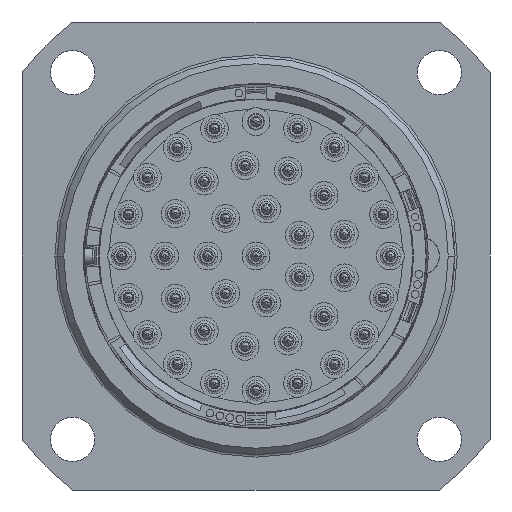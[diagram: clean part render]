
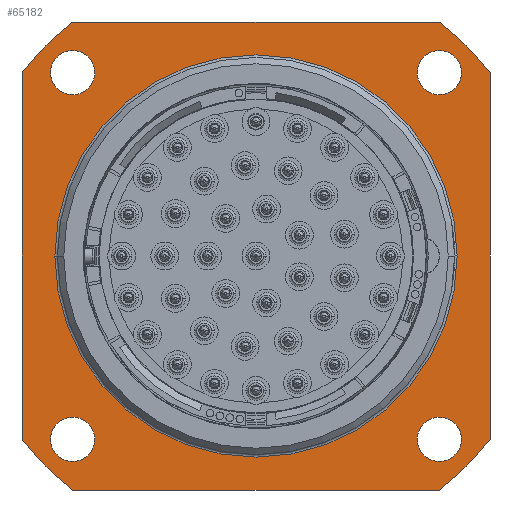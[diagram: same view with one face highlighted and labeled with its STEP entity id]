
A CAD part, left-side view. The second image highlights one B-rep face of the part: STEP entity #65182.
In plain terms, the highlighted planar face has unit normal (-1, 0, 0).
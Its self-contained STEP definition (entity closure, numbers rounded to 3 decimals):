
#12538=CARTESIAN_POINT('',(8.4,0.,0.));
#12539=DIRECTION('',(1.,0.,0.));
#12540=DIRECTION('',(0.,1.,0.));
#12541=AXIS2_PLACEMENT_3D('',#12538,#12539,#12540);
#12553=CARTESIAN_POINT('',(8.4,0.,0.));
#12554=DIRECTION('',(1.,0.,0.));
#12555=DIRECTION('',(0.,-1.,0.));
#12556=AXIS2_PLACEMENT_3D('',#12553,#12554,#12555);
#12558=DIRECTION('',(0.,0.,1.));
#12559=VECTOR('',#12558,28.983);
#12560=CARTESIAN_POINT('',(8.4,-18.5,-14.491));
#12561=LINE('3806',#12560,#12559);
#12562=CARTESIAN_POINT('',(8.4,0.,0.));
#12563=DIRECTION('',(-1.,0.,0.));
#12564=DIRECTION('',(0.,-0.617,-0.787));
#12565=AXIS2_PLACEMENT_3D('',#12562,#12563,#12564);
#12567=DIRECTION('',(0.,-1.,0.));
#12568=VECTOR('',#12567,28.983);
#12569=CARTESIAN_POINT('',(8.4,14.491,-18.5));
#12570=LINE('3808',#12569,#12568);
#12571=CARTESIAN_POINT('',(8.4,0.,0.));
#12572=DIRECTION('',(-1.,0.,0.));
#12573=DIRECTION('',(0.,0.787,-0.617));
#12574=AXIS2_PLACEMENT_3D('',#12571,#12572,#12573);
#12576=DIRECTION('',(0.,0.,-1.));
#12577=VECTOR('',#12576,28.983);
#12578=CARTESIAN_POINT('',(8.4,18.5,14.491));
#12579=LINE('3810',#12578,#12577);
#12580=CARTESIAN_POINT('',(8.4,0.,0.));
#12581=DIRECTION('',(-1.,0.,0.));
#12582=DIRECTION('',(0.,0.617,0.787));
#12583=AXIS2_PLACEMENT_3D('',#12580,#12581,#12582);
#12585=DIRECTION('',(0.,1.,0.));
#12586=VECTOR('',#12585,28.983);
#12587=CARTESIAN_POINT('',(8.4,-14.491,18.5));
#12588=LINE('3812',#12587,#12586);
#12589=CARTESIAN_POINT('',(8.4,0.,0.));
#12590=DIRECTION('',(-1.,0.,0.));
#12591=DIRECTION('',(0.,-0.787,0.617));
#12592=AXIS2_PLACEMENT_3D('',#12589,#12590,#12591);
#12594=CARTESIAN_POINT('',(8.4,14.5,14.5));
#12595=DIRECTION('',(-1.,0.,0.));
#12596=DIRECTION('',(0.,-1.,0.));
#12597=AXIS2_PLACEMENT_3D('',#12594,#12595,#12596);
#12599=CARTESIAN_POINT('',(8.4,14.5,14.5));
#12600=DIRECTION('',(-1.,0.,0.));
#12601=DIRECTION('',(0.,1.,0.));
#12602=AXIS2_PLACEMENT_3D('',#12599,#12600,#12601);
#12604=CARTESIAN_POINT('',(8.4,14.5,-14.5));
#12605=DIRECTION('',(-1.,0.,0.));
#12606=DIRECTION('',(0.,-1.,0.));
#12607=AXIS2_PLACEMENT_3D('',#12604,#12605,#12606);
#12609=CARTESIAN_POINT('',(8.4,14.5,-14.5));
#12610=DIRECTION('',(-1.,0.,0.));
#12611=DIRECTION('',(0.,1.,0.));
#12612=AXIS2_PLACEMENT_3D('',#12609,#12610,#12611);
#12614=CARTESIAN_POINT('',(8.4,-14.5,-14.5));
#12615=DIRECTION('',(-1.,0.,0.));
#12616=DIRECTION('',(0.,-1.,0.));
#12617=AXIS2_PLACEMENT_3D('',#12614,#12615,#12616);
#12619=CARTESIAN_POINT('',(8.4,-14.5,-14.5));
#12620=DIRECTION('',(-1.,0.,0.));
#12621=DIRECTION('',(0.,1.,0.));
#12622=AXIS2_PLACEMENT_3D('',#12619,#12620,#12621);
#12624=CARTESIAN_POINT('',(8.4,-14.5,14.5));
#12625=DIRECTION('',(-1.,0.,0.));
#12626=DIRECTION('',(0.,-1.,0.));
#12627=AXIS2_PLACEMENT_3D('',#12624,#12625,#12626);
#12629=CARTESIAN_POINT('',(8.4,-14.5,14.5));
#12630=DIRECTION('',(-1.,0.,0.));
#12631=DIRECTION('',(0.,1.,0.));
#12632=AXIS2_PLACEMENT_3D('',#12629,#12630,#12631);
#29819=CARTESIAN_POINT('',(8.4,-18.5,-14.491));
#29820=CARTESIAN_POINT('',(8.4,-18.5,14.491));
#29821=VERTEX_POINT('',#29819);
#29822=VERTEX_POINT('',#29820);
#29823=CARTESIAN_POINT('',(8.4,-14.491,-18.5));
#29824=VERTEX_POINT('',#29823);
#29825=CARTESIAN_POINT('',(8.4,14.491,-18.5));
#29826=VERTEX_POINT('',#29825);
#29827=CARTESIAN_POINT('',(8.4,18.5,-14.491));
#29828=VERTEX_POINT('',#29827);
#29829=CARTESIAN_POINT('',(8.4,18.5,14.491));
#29830=VERTEX_POINT('',#29829);
#29831=CARTESIAN_POINT('',(8.4,14.491,18.5));
#29832=VERTEX_POINT('',#29831);
#29833=CARTESIAN_POINT('',(8.4,-14.491,18.5));
#29834=VERTEX_POINT('',#29833);
#29839=CARTESIAN_POINT('',(8.4,16.25,14.5));
#29840=VERTEX_POINT('',#29839);
#29841=CARTESIAN_POINT('',(8.4,12.75,14.5));
#29842=VERTEX_POINT('',#29841);
#29847=CARTESIAN_POINT('',(8.4,16.25,-14.5));
#29848=VERTEX_POINT('',#29847);
#29849=CARTESIAN_POINT('',(8.4,12.75,-14.5));
#29850=VERTEX_POINT('',#29849);
#29855=CARTESIAN_POINT('',(8.4,-12.75,-14.5));
#29856=VERTEX_POINT('',#29855);
#29857=CARTESIAN_POINT('',(8.4,-16.25,-14.5));
#29858=VERTEX_POINT('',#29857);
#29863=CARTESIAN_POINT('',(8.4,-12.75,14.5));
#29864=VERTEX_POINT('',#29863);
#29865=CARTESIAN_POINT('',(8.4,-16.25,14.5));
#29866=VERTEX_POINT('',#29865);
#29925=CARTESIAN_POINT('',(8.4,-15.9,0.));
#29926=CARTESIAN_POINT('',(8.4,15.9,0.));
#29927=VERTEX_POINT('',#29925);
#29928=VERTEX_POINT('',#29926);
#65131=CARTESIAN_POINT('',(8.4,0.,0.));
#65132=DIRECTION('',(1.,0.,0.));
#65133=DIRECTION('',(0.,-1.,0.));
#65134=AXIS2_PLACEMENT_3D('',#65131,#65132,#65133);
#65135=PLANE('291',#65134);
#65137=ORIENTED_EDGE('3806',*,*,#65136,.F.);
#65139=ORIENTED_EDGE('3807',*,*,#65138,.F.);
#65141=ORIENTED_EDGE('3808',*,*,#65140,.F.);
#65143=ORIENTED_EDGE('3809',*,*,#65142,.F.);
#65145=ORIENTED_EDGE('3810',*,*,#65144,.F.);
#65147=ORIENTED_EDGE('3811',*,*,#65146,.F.);
#65149=ORIENTED_EDGE('3812',*,*,#65148,.F.);
#65151=ORIENTED_EDGE('3813',*,*,#65150,.F.);
#65152=EDGE_LOOP('291',(#65137,#65139,#65141,#65143,#65145,#65147,#65149,
#65151));
#65153=FACE_OUTER_BOUND('291',#65152,.F.);
#65155=ORIENTED_EDGE('3860',*,*,#65154,.T.);
#65157=ORIENTED_EDGE('3861',*,*,#65156,.T.);
#65158=EDGE_LOOP('291',(#65155,#65157));
#65159=FACE_BOUND('291',#65158,.F.);
#65161=ORIENTED_EDGE('3862',*,*,#65160,.T.);
#65163=ORIENTED_EDGE('3863',*,*,#65162,.T.);
#65164=EDGE_LOOP('291',(#65161,#65163));
#65165=FACE_BOUND('291',#65164,.F.);
#65167=ORIENTED_EDGE('3864',*,*,#65166,.T.);
#65169=ORIENTED_EDGE('3865',*,*,#65168,.T.);
#65170=EDGE_LOOP('291',(#65167,#65169));
#65171=FACE_BOUND('291',#65170,.F.);
#65173=ORIENTED_EDGE('3866',*,*,#65172,.T.);
#65175=ORIENTED_EDGE('3867',*,*,#65174,.T.);
#65176=EDGE_LOOP('291',(#65173,#65175));
#65177=FACE_BOUND('291',#65176,.F.);
#65178=ORIENTED_EDGE('3891',*,*,#65118,.F.);
#65179=ORIENTED_EDGE('3893',*,*,#65097,.F.);
#65180=EDGE_LOOP('291',(#65178,#65179));
#65181=FACE_BOUND('291',#65180,.F.);
#12542=CIRCLE('3893',#12541,15.9);
#12557=CIRCLE('3891',#12556,15.9);
#12566=CIRCLE('3807',#12565,23.5);
#12575=CIRCLE('3809',#12574,23.5);
#12584=CIRCLE('3811',#12583,23.5);
#12593=CIRCLE('3813',#12592,23.5);
#12598=CIRCLE('3860',#12597,1.75);
#12603=CIRCLE('3861',#12602,1.75);
#12608=CIRCLE('3862',#12607,1.75);
#12613=CIRCLE('3863',#12612,1.75);
#12618=CIRCLE('3864',#12617,1.75);
#12623=CIRCLE('3865',#12622,1.75);
#12628=CIRCLE('3866',#12627,1.75);
#12633=CIRCLE('3867',#12632,1.75);
#65097=EDGE_CURVE('3893',#29928,#29927,#12542,.T.);
#65118=EDGE_CURVE('3891',#29927,#29928,#12557,.T.);
#65136=EDGE_CURVE('3806',#29821,#29822,#12561,.T.);
#65138=EDGE_CURVE('3807',#29824,#29821,#12566,.T.);
#65140=EDGE_CURVE('3808',#29826,#29824,#12570,.T.);
#65142=EDGE_CURVE('3809',#29828,#29826,#12575,.T.);
#65144=EDGE_CURVE('3810',#29830,#29828,#12579,.T.);
#65146=EDGE_CURVE('3811',#29832,#29830,#12584,.T.);
#65148=EDGE_CURVE('3812',#29834,#29832,#12588,.T.);
#65150=EDGE_CURVE('3813',#29822,#29834,#12593,.T.);
#65154=EDGE_CURVE('3860',#29842,#29840,#12598,.T.);
#65156=EDGE_CURVE('3861',#29840,#29842,#12603,.T.);
#65160=EDGE_CURVE('3862',#29850,#29848,#12608,.T.);
#65162=EDGE_CURVE('3863',#29848,#29850,#12613,.T.);
#65166=EDGE_CURVE('3864',#29858,#29856,#12618,.T.);
#65168=EDGE_CURVE('3865',#29856,#29858,#12623,.T.);
#65172=EDGE_CURVE('3866',#29866,#29864,#12628,.T.);
#65174=EDGE_CURVE('3867',#29864,#29866,#12633,.T.);
#65182=ADVANCED_FACE('291',(#65153,#65159,#65165,#65171,#65177,#65181),#65135,
.F.);
